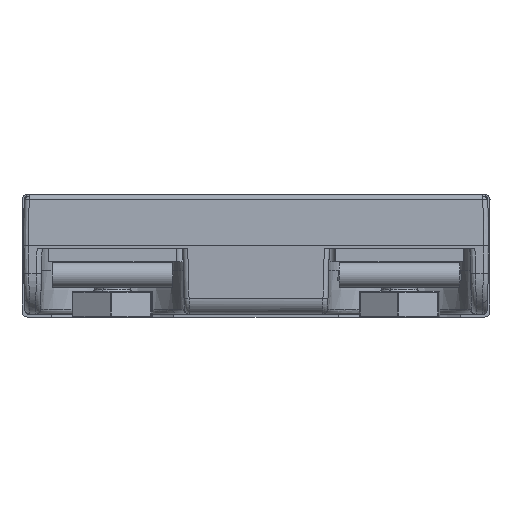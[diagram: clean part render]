
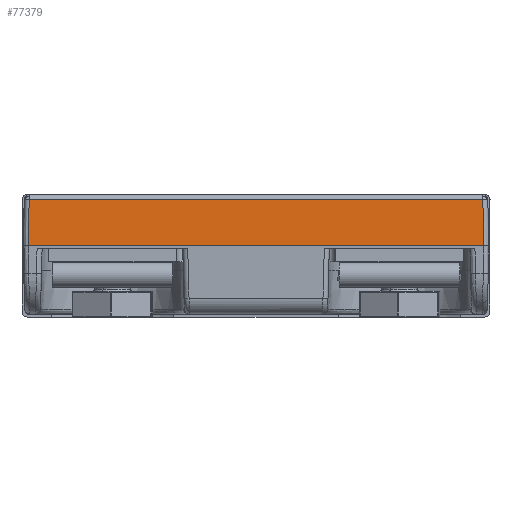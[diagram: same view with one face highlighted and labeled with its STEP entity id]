
A CAD part, left-side view. The second image highlights one B-rep face of the part: STEP entity #77379.
In plain terms, the highlighted planar face has unit normal (-1, 0, 0.026).
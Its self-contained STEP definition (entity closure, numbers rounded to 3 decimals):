
#3227 = DIRECTION ( 'NONE',  ( -0.026, 0.026, -0.999 ) ) ;
#4003 = CARTESIAN_POINT ( 'NONE',  ( -215.149, 88.001, -41.722 ) ) ;
#4295 = AXIS2_PLACEMENT_3D ( 'NONE', #10125, #56819, #10444 ) ;
#8519 = LINE ( 'NONE', #76732, #78466 ) ;
#9157 = CARTESIAN_POINT ( 'NONE',  ( -215.057, 87.909, -38.208 ) ) ;
#10125 = CARTESIAN_POINT ( 'NONE',  ( -215.149, 53.168, -41.722 ) ) ;
#10444 = DIRECTION ( 'NONE',  ( 0.026, 0., 1. ) ) ;
#14280 = EDGE_CURVE ( 'NONE', #100074, #89276, #64527, .T. ) ;
#14281 = CARTESIAN_POINT ( 'NONE',  ( -215.119, 53.406, -40.551 ) ) ;
#15208 = CARTESIAN_POINT ( 'NONE',  ( -215.149, 70.689, -41.722 ) ) ;
#17102 = VERTEX_POINT ( 'NONE', #27888 ) ;
#22184 = LINE ( 'NONE', #15208, #76208 ) ;
#27888 = CARTESIAN_POINT ( 'NONE',  ( -215.057, 53.468, -38.208 ) ) ;
#34943 = ORIENTED_EDGE ( 'NONE', *, *, #14280, .T. ) ;
#38914 = DIRECTION ( 'NONE',  ( 0., -1., 0. ) ) ;
#40485 = ORIENTED_EDGE ( 'NONE', *, *, #70914, .T. ) ;
#47592 = PLANE ( 'NONE',  #4295 ) ;
#49023 = VERTEX_POINT ( 'NONE', #67590 ) ;
#53440 = EDGE_LOOP ( 'NONE', ( #40485, #34943, #79565, #55809 ) ) ;
#55809 = ORIENTED_EDGE ( 'NONE', *, *, #62111, .T. ) ;
#56819 = DIRECTION ( 'NONE',  ( -1., 0., 0.026 ) ) ;
#57839 = CARTESIAN_POINT ( 'NONE',  ( -215.057, 87.909, -38.208 ) ) ;
#61329 = DIRECTION ( 'NONE',  ( 0., 1., 0. ) ) ;
#62111 = EDGE_CURVE ( 'NONE', #49023, #17102, #66780, .T. ) ;
#62260 = CARTESIAN_POINT ( 'NONE',  ( -215.149, 53.376, -41.722 ) ) ;
#64527 = LINE ( 'NONE', #57839, #93935 ) ;
#66780 = B_SPLINE_CURVE_WITH_KNOTS ( 'NONE', 3,
 ( #62260, #14281, #84520, #93106 ),
 .UNSPECIFIED., .F., .F.,
 ( 4, 4 ),
 ( 0., 1. ),
 .UNSPECIFIED. ) ;
#67590 = CARTESIAN_POINT ( 'NONE',  ( -215.149, 53.376, -41.722 ) ) ;
#70914 = EDGE_CURVE ( 'NONE', #17102, #100074, #8519, .T. ) ;
#76208 = VECTOR ( 'NONE', #38914, 1000. ) ;
#76732 = CARTESIAN_POINT ( 'NONE',  ( -215.057, 70.689, -38.208 ) ) ;
#77379 = ADVANCED_FACE ( 'NONE', ( #87311 ), #47592, .T. ) ;
#78466 = VECTOR ( 'NONE', #61329, 1000. ) ;
#79565 = ORIENTED_EDGE ( 'NONE', *, *, #94016, .T. ) ;
#84520 = CARTESIAN_POINT ( 'NONE',  ( -215.088, 53.437, -39.379 ) ) ;
#87311 = FACE_OUTER_BOUND ( 'NONE', #53440, .T. ) ;
#89276 = VERTEX_POINT ( 'NONE', #4003 ) ;
#93106 = CARTESIAN_POINT ( 'NONE',  ( -215.057, 53.468, -38.208 ) ) ;
#93935 = VECTOR ( 'NONE', #3227, 1000. ) ;
#94016 = EDGE_CURVE ( 'NONE', #89276, #49023, #22184, .T. ) ;
#100074 = VERTEX_POINT ( 'NONE', #9157 ) ;
